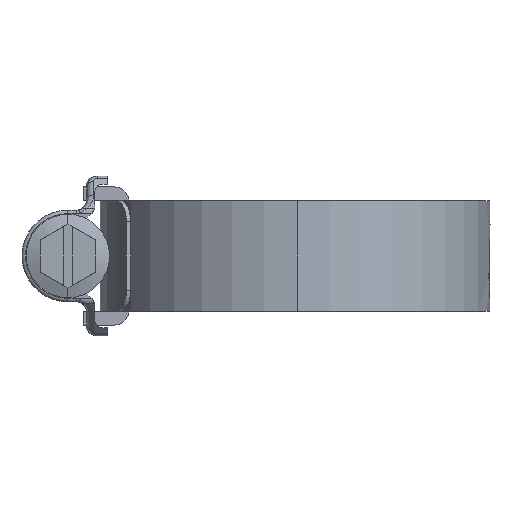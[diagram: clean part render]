
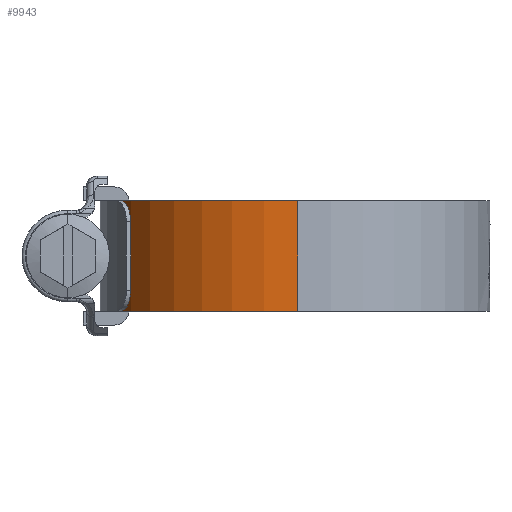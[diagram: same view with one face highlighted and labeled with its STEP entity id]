
A CAD part, left-side view. The second image highlights one B-rep face of the part: STEP entity #9943.
In plain terms, the highlighted cylindrical face has radius 27.69 mm (diameter 55.38 mm), a partial arc.
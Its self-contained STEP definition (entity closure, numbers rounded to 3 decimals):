
#159 = CARTESIAN_POINT ( 'NONE',  ( 0., 0., -7.95 ) ) ;
#161 = VERTEX_POINT ( 'NONE', #4498 ) ;
#226 = VERTEX_POINT ( 'NONE', #4542 ) ;
#245 = CYLINDRICAL_SURFACE ( 'NONE', #7906, 27.69 ) ;
#272 = DIRECTION ( 'NONE',  ( 0., 0., -1. ) ) ;
#357 = EDGE_CURVE ( 'NONE', #161, #7956, #4951, .T. ) ;
#702 = DIRECTION ( 'NONE',  ( 1., 0., 0. ) ) ;
#802 = DIRECTION ( 'NONE',  ( 0., 0., 1. ) ) ;
#936 = CARTESIAN_POINT ( 'NONE',  ( -27.69, 0., 7.95 ) ) ;
#1615 = VERTEX_POINT ( 'NONE', #1741 ) ;
#1741 = CARTESIAN_POINT ( 'NONE',  ( 0., 27.69, -7.95 ) ) ;
#1854 = CARTESIAN_POINT ( 'NONE',  ( -27.69, 0., 7.95 ) ) ;
#2604 = DIRECTION ( 'NONE',  ( 0., 0., -1. ) ) ;
#2837 = VECTOR ( 'NONE', #272, 1000. ) ;
#3302 = DIRECTION ( 'NONE',  ( 0., 0., 1. ) ) ;
#3648 = CIRCLE ( 'NONE', #4309, 27.69 ) ;
#4189 = LINE ( 'NONE', #9815, #9900 ) ;
#4228 = DIRECTION ( 'NONE',  ( 1., 0., 0. ) ) ;
#4278 = EDGE_CURVE ( 'NONE', #161, #1615, #4189, .T. ) ;
#4309 = AXIS2_PLACEMENT_3D ( 'NONE', #159, #3302, #4228 ) ;
#4498 = CARTESIAN_POINT ( 'NONE',  ( 0., 27.69, 7.95 ) ) ;
#4542 = CARTESIAN_POINT ( 'NONE',  ( -27.69, 0., -7.95 ) ) ;
#4764 = ORIENTED_EDGE ( 'NONE', *, *, #4278, .T. ) ;
#4871 = CARTESIAN_POINT ( 'NONE',  ( 0., 0., 7.95 ) ) ;
#4951 = CIRCLE ( 'NONE', #6613, 27.69 ) ;
#5998 = EDGE_CURVE ( 'NONE', #7956, #226, #8160, .T. ) ;
#6026 = EDGE_CURVE ( 'NONE', #1615, #226, #3648, .T. ) ;
#6374 = FACE_OUTER_BOUND ( 'NONE', #7181, .T. ) ;
#6613 = AXIS2_PLACEMENT_3D ( 'NONE', #7763, #802, #702 ) ;
#6667 = ORIENTED_EDGE ( 'NONE', *, *, #5998, .F. ) ;
#6981 = ORIENTED_EDGE ( 'NONE', *, *, #6026, .T. ) ;
#7089 = DIRECTION ( 'NONE',  ( 0., 0., -1. ) ) ;
#7181 = EDGE_LOOP ( 'NONE', ( #6667, #8112, #4764, #6981 ) ) ;
#7763 = CARTESIAN_POINT ( 'NONE',  ( 0., 0., 7.95 ) ) ;
#7906 = AXIS2_PLACEMENT_3D ( 'NONE', #4871, #7089, #8682 ) ;
#7956 = VERTEX_POINT ( 'NONE', #1854 ) ;
#8112 = ORIENTED_EDGE ( 'NONE', *, *, #357, .F. ) ;
#8160 = LINE ( 'NONE', #936, #2837 ) ;
#8682 = DIRECTION ( 'NONE',  ( -1., 0., 0. ) ) ;
#9815 = CARTESIAN_POINT ( 'NONE',  ( 0., 27.69, 7.95 ) ) ;
#9900 = VECTOR ( 'NONE', #2604, 1000. ) ;
#9943 = ADVANCED_FACE ( 'NONE', ( #6374 ), #245, .T. ) ;
